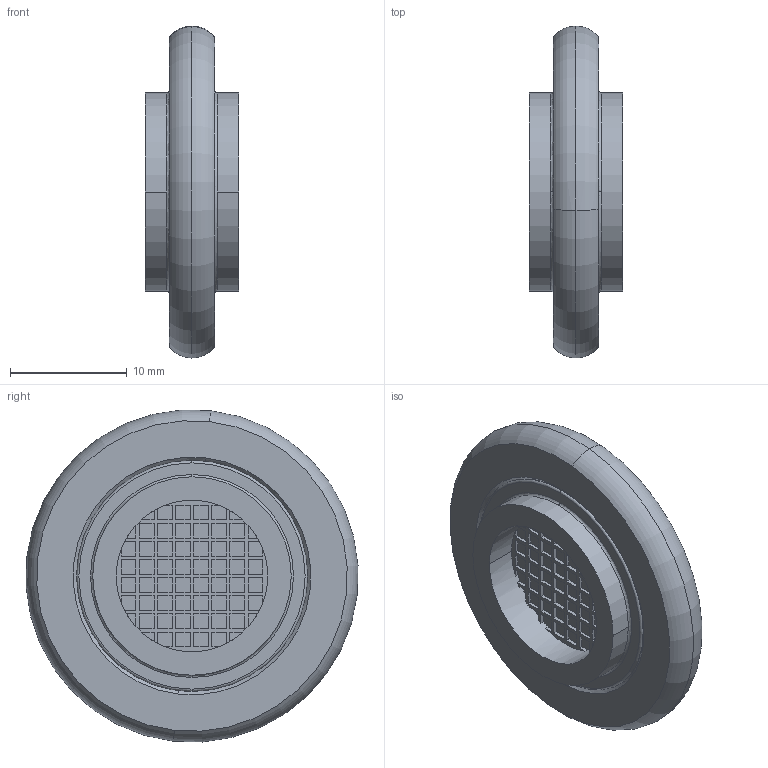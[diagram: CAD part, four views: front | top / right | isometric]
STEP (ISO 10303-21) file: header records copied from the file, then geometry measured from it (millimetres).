
FILE_DESCRIPTION((''),'2;1');
FILE_NAME('PT120132-T.stp','2004-06-30T10:01:55',('KAA'),(''),'Autodesk Inventor (R) 6.0','Autodesk Inventor (R) 6.0','');
FILE_SCHEMA(('AUTOMOTIVE_DESIGN { 1 0 10303 214 1 1 1 1 }'));
Length unit declared in the file: millimetre
Products named in the file (1): PT120132-T
Bounding box: 8 x 28.45 x 28.45 mm (x, y, z)
Volume: 2281.2 mm3; surface area: 2423.2 mm2
Topology: 1 solids, 2 shells, 624 faces, 1572 edges, 1046 vertices
Faces by surface type: plane 354, bspline 230, torus 16, cylinder 16, cone 8
Entity records: 18725 total; most frequent: CARTESIAN_POINT 4179, ORIENTED_EDGE 3144, DIRECTION 2534, EDGE_CURVE 1572, VECTOR 1400, LINE 1400, VERTEX_POINT 1046, EDGE_LOOP 720
